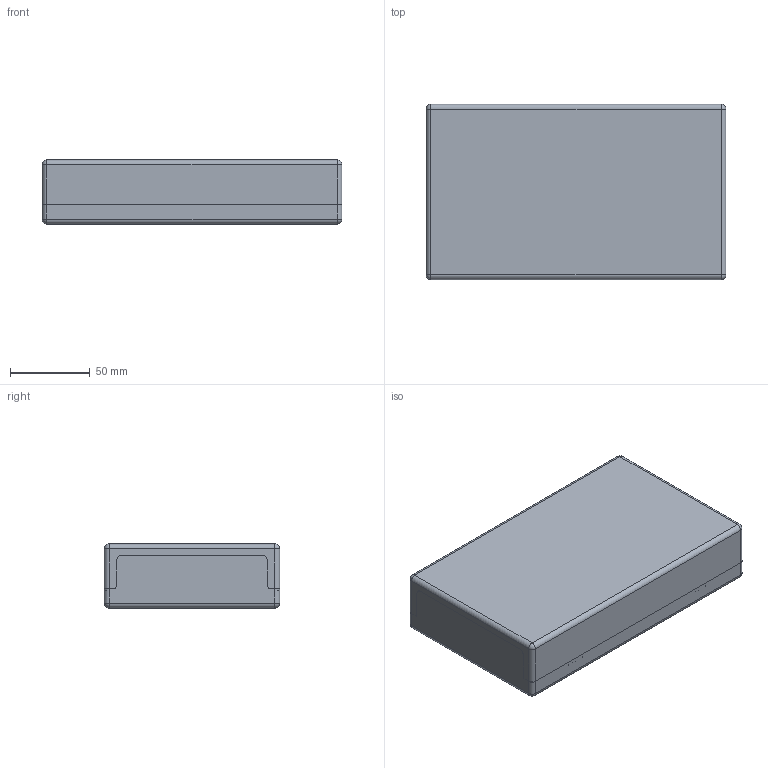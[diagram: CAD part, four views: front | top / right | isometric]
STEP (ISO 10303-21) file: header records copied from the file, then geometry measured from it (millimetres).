
FILE_DESCRIPTION(/* description */ (''),/* implementation_level */ '2;1');
FILE_NAME(/* name */ '0501100900-MBPO_181140.stp',/* time_stamp */ '2016-02-10T10:43:39+01:00',/* author */ ('Robin.Rentz'),/* organization */ (''),/* preprocessor_version */ 'ST-DEVELOPER v15.6',/* originating_system */ 'Autodesk Inventor 2015',/* authorisation */ '');
FILE_SCHEMA (('AUTOMOTIVE_DESIGN { 1 0 10303 214 3 1 1 }'));
Length unit declared in the file: millimetre
Products named in the file (3): 0501100902-UT_181140; 0501100901-OT_181140; 0501100900-MBPO_181140
Bounding box: 188 x 110 x 40.25 mm (x, y, z)
Volume: 190963.7 mm3; surface area: 129727.9 mm2
Topology: 2 solids, 2 shells, 352 faces, 920 edges, 600 vertices
Faces by surface type: plane 214, cylinder 130, sphere 8
Full cylindrical faces by diameter (mm): 2.4 x4, 3 x8, 4.3 x4, 8 x4, 10 x4
Entity records: 10724 total; most frequent: DIRECTION 1874, CARTESIAN_POINT 1849, ORIENTED_EDGE 1784, EDGE_CURVE 892, AXIS2_PLACEMENT_3D 625, LINE 624, VECTOR 624, VERTEX_POINT 600
